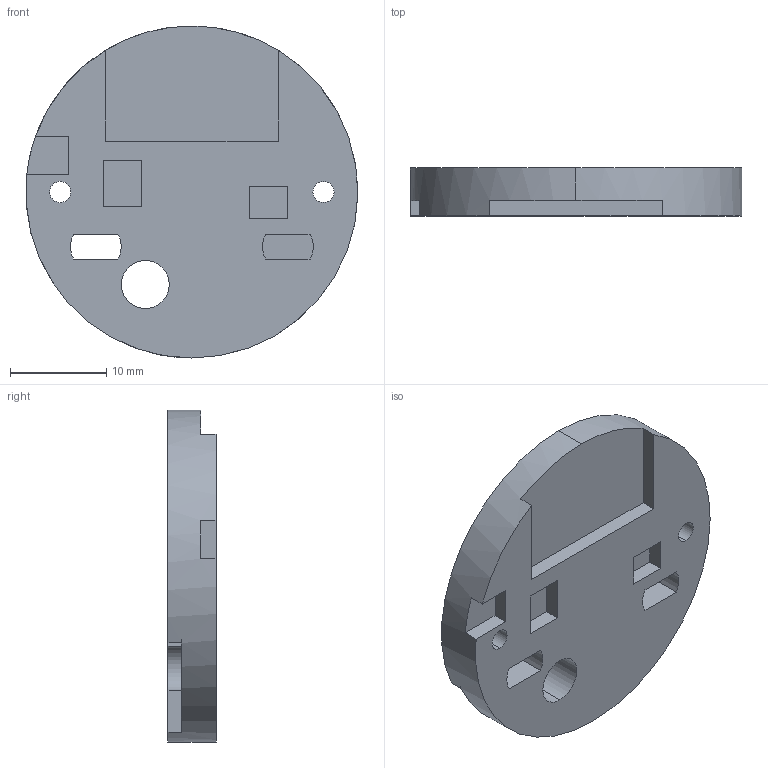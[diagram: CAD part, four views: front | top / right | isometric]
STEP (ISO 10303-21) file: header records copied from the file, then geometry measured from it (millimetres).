
FILE_DESCRIPTION (( 'STEP AP214' ), '1' );
FILE_NAME ('標陑.STEP', '2023-04-15T12:30:17', ( '' ), ( '' ), 'SwSTEP 2.0', 'SolidWorks 2021', '' );
FILE_SCHEMA (( 'AUTOMOTIVE_DESIGN' ));
Length unit declared in the file: millimetre
Products named in the file (1): 標陑
Bounding box: 34.55 x 5 x 34.58 mm (x, y, z)
Volume: 3904.7 mm3; surface area: 2701.2 mm2
Topology: 1 solids, 1 shells, 42 faces, 114 edges, 76 vertices
Faces by surface type: plane 30, cylinder 12
Entity records: 1380 total; most frequent: CARTESIAN_POINT 233, DIRECTION 232, ORIENTED_EDGE 228, EDGE_CURVE 114, VECTOR 82, LINE 82, VERTEX_POINT 76, AXIS2_PLACEMENT_3D 75
